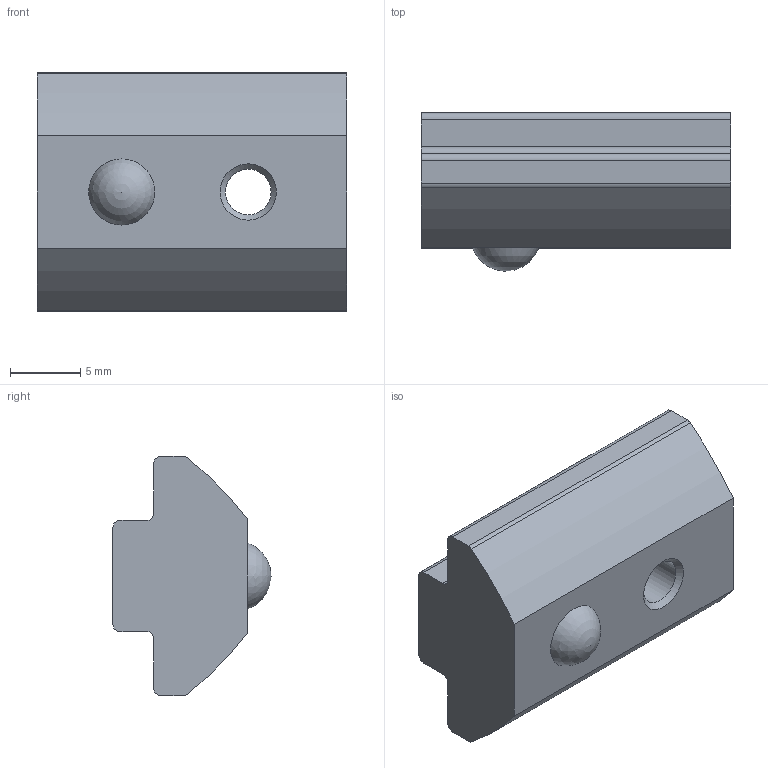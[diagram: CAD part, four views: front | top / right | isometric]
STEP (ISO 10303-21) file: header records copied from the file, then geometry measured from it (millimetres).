
FILE_DESCRIPTION( ( 'STEP AP214' ), '1' );
FILE_NAME( 'K1025.0804.stp', '2020-12-10T09:14:52', ( '' ), ( '' ), ' ', 'PARTsolutions', ' ' );
FILE_SCHEMA( ( 'AUTOMOTIVE_DESIGN { 1 0 10303 214 1 1 1 1 }' ) );
Length unit declared in the file: millimetre
Products named in the file (1): _K1025.0804
Bounding box: 22 x 11.25 x 17 mm (x, y, z)
Volume: 2542.7 mm3; surface area: 1349.9 mm2
Topology: 1 solids, 1 shells, 24 faces, 65 edges, 43 vertices
Faces by surface type: cylinder 11, plane 10, cone 2, sphere 1
Full cylindrical faces by diameter (mm): 3.242 x1
Entity records: 944 total; most frequent: DIRECTION 134, CARTESIAN_POINT 126, ORIENTED_EDGE 118, EDGE_CURVE 59, AXIS2_PLACEMENT_3D 50, VERTEX_POINT 42, LINE 34, VECTOR 34
